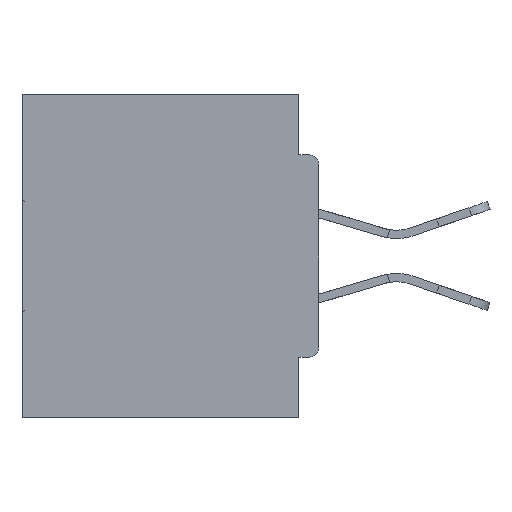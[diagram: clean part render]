
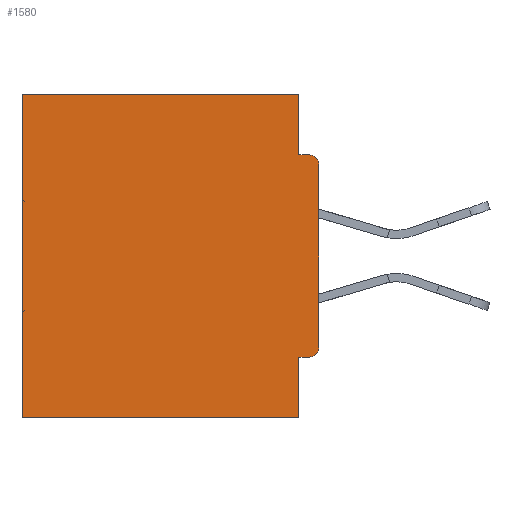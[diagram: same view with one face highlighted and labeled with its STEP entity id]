
A CAD part, left-side view. The second image highlights one B-rep face of the part: STEP entity #1580.
In plain terms, the highlighted planar face has unit normal (-1, 0, 0).
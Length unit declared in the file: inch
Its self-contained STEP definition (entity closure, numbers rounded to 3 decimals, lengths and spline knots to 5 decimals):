
#149 = CARTESIAN_POINT ( 'NONE',  ( 0.298, 0.46, 0. ) ) ;
#271 = EDGE_CURVE ( 'NONE', #21255, #2624, #29589, .T. ) ;
#826 = VECTOR ( 'NONE', #37250, 39.37008 ) ;
#1213 = LINE ( 'NONE', #7399, #27239 ) ;
#1580 = ADVANCED_FACE ( 'NONE', ( #34783 ), #36216, .F. ) ;
#2624 = VERTEX_POINT ( 'NONE', #15720 ) ;
#3749 = AXIS2_PLACEMENT_3D ( 'NONE', #33410, #32991, #16197 ) ;
#3809 = ORIENTED_EDGE ( 'NONE', *, *, #28213, .F. ) ;
#4252 = EDGE_CURVE ( 'NONE', #31994, #28378, #19052, .T. ) ;
#5135 = CARTESIAN_POINT ( 'NONE',  ( 0.298, 0.031, -0.0935 ) ) ;
#5336 = CARTESIAN_POINT ( 'NONE',  ( 0.298, 0.46, -0.5 ) ) ;
#5599 = ORIENTED_EDGE ( 'NONE', *, *, #20816, .T. ) ;
#6637 = ORIENTED_EDGE ( 'NONE', *, *, #26823, .T. ) ;
#7251 = CARTESIAN_POINT ( 'NONE',  ( 0.298, 0., -0.0935 ) ) ;
#7292 = DIRECTION ( 'NONE',  ( 0., 0., -1. ) ) ;
#7399 = CARTESIAN_POINT ( 'NONE',  ( 0.298, 0., 0. ) ) ;
#7691 = DIRECTION ( 'NONE',  ( 0., -1., 0. ) ) ;
#7734 = AXIS2_PLACEMENT_3D ( 'NONE', #43187, #18942, #42601 ) ;
#8076 = EDGE_CURVE ( 'NONE', #25067, #2624, #15355, .T. ) ;
#8138 = CARTESIAN_POINT ( 'NONE',  ( 0.298, 0.031, -0.4065 ) ) ;
#9933 = VERTEX_POINT ( 'NONE', #5336 ) ;
#10601 = ORIENTED_EDGE ( 'NONE', *, *, #271, .T. ) ;
#10926 = LINE ( 'NONE', #40508, #24165 ) ;
#11682 = VERTEX_POINT ( 'NONE', #17587 ) ;
#11712 = CARTESIAN_POINT ( 'NONE',  ( 0.298, 0., -0.1085 ) ) ;
#12711 = CARTESIAN_POINT ( 'NONE',  ( 0.298, 0., -0.3915 ) ) ;
#12896 = VECTOR ( 'NONE', #7292, 39.37008 ) ;
#13009 = CARTESIAN_POINT ( 'NONE',  ( 0.298, 0.031, -0.5 ) ) ;
#13825 = VECTOR ( 'NONE', #25762, 39.37008 ) ;
#15146 = DIRECTION ( 'NONE',  ( 0., 1., 0. ) ) ;
#15355 = LINE ( 'NONE', #7251, #21736 ) ;
#15445 = VECTOR ( 'NONE', #30121, 39.37008 ) ;
#15720 = CARTESIAN_POINT ( 'NONE',  ( 0.298, 0.015, -0.0935 ) ) ;
#15832 = EDGE_CURVE ( 'NONE', #28378, #31309, #33771, .T. ) ;
#16197 = DIRECTION ( 'NONE',  ( 0., 0., -1. ) ) ;
#16444 = ORIENTED_EDGE ( 'NONE', *, *, #18345, .F. ) ;
#17212 = DIRECTION ( 'NONE',  ( 0., 0., -1. ) ) ;
#17587 = CARTESIAN_POINT ( 'NONE',  ( 0.298, 0.46, 0. ) ) ;
#17896 = VECTOR ( 'NONE', #17212, 39.37008 ) ;
#18345 = EDGE_CURVE ( 'NONE', #31309, #9933, #38737, .T. ) ;
#18942 = DIRECTION ( 'NONE',  ( -1., 0., 0. ) ) ;
#19052 = LINE ( 'NONE', #38728, #15445 ) ;
#20816 = EDGE_CURVE ( 'NONE', #11682, #9933, #28022, .T. ) ;
#21255 = VERTEX_POINT ( 'NONE', #11712 ) ;
#21736 = VECTOR ( 'NONE', #7691, 39.37008 ) ;
#23114 = VERTEX_POINT ( 'NONE', #12711 ) ;
#24165 = VECTOR ( 'NONE', #15146, 39.37008 ) ;
#24703 = EDGE_LOOP ( 'NONE', ( #10601, #32180, #3809, #6637, #5599, #16444, #25454, #40679, #39672, #38329 ) ) ;
#25067 = VERTEX_POINT ( 'NONE', #5135 ) ;
#25454 = ORIENTED_EDGE ( 'NONE', *, *, #15832, .F. ) ;
#25762 = DIRECTION ( 'NONE',  ( 0., 1., 0. ) ) ;
#26823 = EDGE_CURVE ( 'NONE', #42382, #11682, #10926, .T. ) ;
#27048 = CARTESIAN_POINT ( 'NONE',  ( 0.298, 0.031, -0.5 ) ) ;
#27239 = VECTOR ( 'NONE', #38119, 39.37008 ) ;
#27457 = EDGE_CURVE ( 'NONE', #31994, #23114, #29987, .T. ) ;
#28022 = LINE ( 'NONE', #149, #17896 ) ;
#28213 = EDGE_CURVE ( 'NONE', #42382, #25067, #35704, .T. ) ;
#28378 = VERTEX_POINT ( 'NONE', #8138 ) ;
#29589 = CIRCLE ( 'NONE', #7734, 0.015 ) ;
#29987 = CIRCLE ( 'NONE', #32969, 0.015 ) ;
#30121 = DIRECTION ( 'NONE',  ( 0., 1., 0. ) ) ;
#30148 = DIRECTION ( 'NONE',  ( 0., 0., -1. ) ) ;
#30429 = CARTESIAN_POINT ( 'NONE',  ( 0.298, 0.015, -0.3915 ) ) ;
#30992 = EDGE_CURVE ( 'NONE', #21255, #23114, #1213, .T. ) ;
#31309 = VERTEX_POINT ( 'NONE', #13009 ) ;
#31994 = VERTEX_POINT ( 'NONE', #34650 ) ;
#32180 = ORIENTED_EDGE ( 'NONE', *, *, #8076, .F. ) ;
#32969 = AXIS2_PLACEMENT_3D ( 'NONE', #30429, #33831, #30148 ) ;
#32991 = DIRECTION ( 'NONE',  ( 1., 0., 0. ) ) ;
#33410 = CARTESIAN_POINT ( 'NONE',  ( 0.298, 0., 0. ) ) ;
#33771 = LINE ( 'NONE', #27048, #826 ) ;
#33831 = DIRECTION ( 'NONE',  ( -1., 0., 0. ) ) ;
#34650 = CARTESIAN_POINT ( 'NONE',  ( 0.298, 0.015, -0.4065 ) ) ;
#34783 = FACE_OUTER_BOUND ( 'NONE', #24703, .T. ) ;
#35704 = LINE ( 'NONE', #37729, #12896 ) ;
#36216 = PLANE ( 'NONE',  #3749 ) ;
#37250 = DIRECTION ( 'NONE',  ( 0., 0., -1. ) ) ;
#37729 = CARTESIAN_POINT ( 'NONE',  ( 0.298, 0.031, -0.5 ) ) ;
#38119 = DIRECTION ( 'NONE',  ( 0., 0., -1. ) ) ;
#38329 = ORIENTED_EDGE ( 'NONE', *, *, #30992, .F. ) ;
#38728 = CARTESIAN_POINT ( 'NONE',  ( 0.298, 0., -0.4065 ) ) ;
#38737 = LINE ( 'NONE', #42571, #13825 ) ;
#39672 = ORIENTED_EDGE ( 'NONE', *, *, #27457, .T. ) ;
#40508 = CARTESIAN_POINT ( 'NONE',  ( 0.298, 0., 0. ) ) ;
#40679 = ORIENTED_EDGE ( 'NONE', *, *, #4252, .F. ) ;
#42382 = VERTEX_POINT ( 'NONE', #42893 ) ;
#42571 = CARTESIAN_POINT ( 'NONE',  ( 0.298, 0., -0.5 ) ) ;
#42601 = DIRECTION ( 'NONE',  ( 0., 0., -1. ) ) ;
#42893 = CARTESIAN_POINT ( 'NONE',  ( 0.298, 0.031, 0. ) ) ;
#43187 = CARTESIAN_POINT ( 'NONE',  ( 0.298, 0.015, -0.1085 ) ) ;
